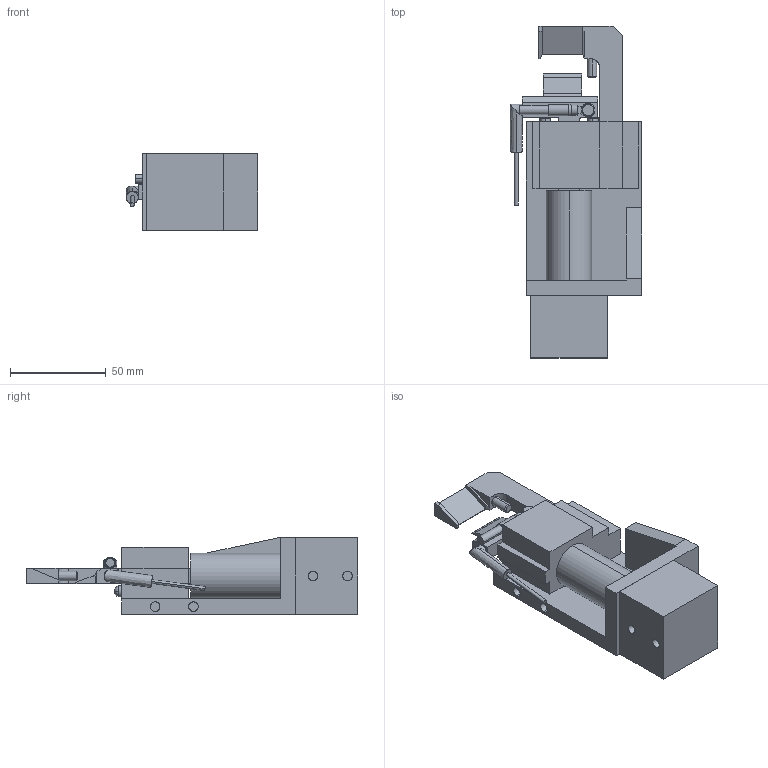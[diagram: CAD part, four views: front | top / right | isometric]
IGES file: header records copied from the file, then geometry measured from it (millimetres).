
Start section: SolidWorks IGES file using analytic representation for surfaces
Global section: file name: NKH20XL-25-asm.IGS; native system: SolidWorks 2020; preprocessor: SolidWorks 2020; author: NP9-10; date: 210811.093043; units: millimetre
Bounding box: 68.75 x 173.5 x 40 mm (x, y, z)
Surface area: 49493.8 mm2 (no closed solid volume)
Topology: 0 solids, 0 shells, 155 faces, 1905 edges, 1904 vertices
Faces by surface type: bspline 101, revolution 54
